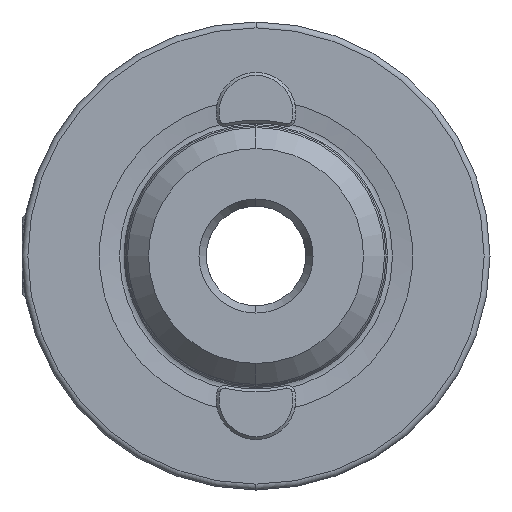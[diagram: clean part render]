
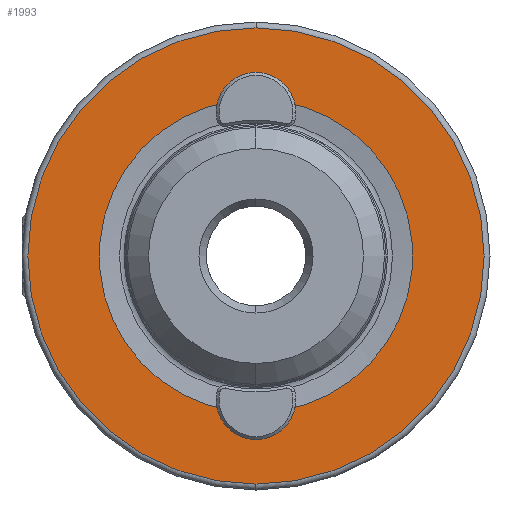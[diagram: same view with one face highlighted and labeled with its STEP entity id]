
A CAD part, left-side view. The second image highlights one B-rep face of the part: STEP entity #1993.
In plain terms, the highlighted planar face has unit normal (-1, 0, 0).
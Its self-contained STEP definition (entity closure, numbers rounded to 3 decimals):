
#94 = CIRCLE ( 'NONE', #3656, 15.6 ) ;
#172 = CIRCLE ( 'NONE', #712, 10.715 ) ;
#362 = CIRCLE ( 'NONE', #4482, 1.6 ) ;
#397 = DIRECTION ( 'NONE',  ( 0., 0., 1. ) ) ;
#401 = DIRECTION ( 'NONE',  ( -1., 0., 0. ) ) ;
#411 = CARTESIAN_POINT ( 'NONE',  ( 0., 0., 10.85 ) ) ;
#623 = EDGE_CURVE ( 'NONE', #4236, #4003, #172, .T. ) ;
#712 = AXIS2_PLACEMENT_3D ( 'NONE', #3152, #3159, #3178 ) ;
#719 = CARTESIAN_POINT ( 'NONE',  ( 0., 0., -10.85 ) ) ;
#750 = DIRECTION ( 'NONE',  ( -1., 0., 0. ) ) ;
#844 = DIRECTION ( 'NONE',  ( 0., 0., 1. ) ) ;
#930 = CARTESIAN_POINT ( 'NONE',  ( 0., 1.58, 10.598 ) ) ;
#1044 = AXIS2_PLACEMENT_3D ( 'NONE', #2245, #2240, #2226 ) ;
#1095 = EDGE_CURVE ( 'NONE', #1114, #4236, #3818, .T. ) ;
#1114 = VERTEX_POINT ( 'NONE', #1425 ) ;
#1147 = AXIS2_PLACEMENT_3D ( 'NONE', #2196, #2163, #2250 ) ;
#1180 = CIRCLE ( 'NONE', #1379, 1.6 ) ;
#1190 = EDGE_CURVE ( 'NONE', #4003, #2526, #3726, .T. ) ;
#1191 = CARTESIAN_POINT ( 'NONE',  ( 0., 0., -15.6 ) ) ;
#1206 = CARTESIAN_POINT ( 'NONE',  ( 0., -1.58, 10.598 ) ) ;
#1249 = EDGE_LOOP ( 'NONE', ( #3201, #2985 ) ) ;
#1266 = CARTESIAN_POINT ( 'NONE',  ( 0., 0., 12.45 ) ) ;
#1379 = AXIS2_PLACEMENT_3D ( 'NONE', #411, #401, #397 ) ;
#1395 = AXIS2_PLACEMENT_3D ( 'NONE', #1421, #1553, #1545 ) ;
#1421 = CARTESIAN_POINT ( 'NONE',  ( 0., 0., -10.85 ) ) ;
#1425 = CARTESIAN_POINT ( 'NONE',  ( 0., 0., -12.45 ) ) ;
#1476 = EDGE_LOOP ( 'NONE', ( #2854, #2797, #3253, #3712, #2743, #2911 ) ) ;
#1544 = VERTEX_POINT ( 'NONE', #1720 ) ;
#1545 = DIRECTION ( 'NONE',  ( 0., 0., 1. ) ) ;
#1553 = DIRECTION ( 'NONE',  ( -1., 0., 0. ) ) ;
#1720 = CARTESIAN_POINT ( 'NONE',  ( 0., 0., 15.6 ) ) ;
#1892 = FACE_BOUND ( 'NONE', #1476, .T. ) ;
#1993 = ADVANCED_FACE ( 'NONE', ( #1892, #2004 ), #4591, .F. ) ;
#2004 = FACE_OUTER_BOUND ( 'NONE', #1249, .T. ) ;
#2163 = DIRECTION ( 'NONE',  ( -1., 0., 0. ) ) ;
#2196 = CARTESIAN_POINT ( 'NONE',  ( 0., 0., 10.85 ) ) ;
#2226 = DIRECTION ( 'NONE',  ( 0., 0., 1. ) ) ;
#2240 = DIRECTION ( 'NONE',  ( -1., 0., 0. ) ) ;
#2245 = CARTESIAN_POINT ( 'NONE',  ( 0., 0., 0. ) ) ;
#2250 = DIRECTION ( 'NONE',  ( 0., 0., 1. ) ) ;
#2271 = CIRCLE ( 'NONE', #1044, 10.715 ) ;
#2446 = CARTESIAN_POINT ( 'NONE',  ( 0., 0., 0. ) ) ;
#2463 = DIRECTION ( 'NONE',  ( -1., 0., 0. ) ) ;
#2480 = DIRECTION ( 'NONE',  ( 0., 0., 1. ) ) ;
#2526 = VERTEX_POINT ( 'NONE', #1266 ) ;
#2545 = VERTEX_POINT ( 'NONE', #1191 ) ;
#2743 = ORIENTED_EDGE ( 'NONE', *, *, #1095, .F. ) ;
#2797 = ORIENTED_EDGE ( 'NONE', *, *, #3653, .F. ) ;
#2806 = CARTESIAN_POINT ( 'NONE',  ( 0., -1.58, -10.598 ) ) ;
#2854 = ORIENTED_EDGE ( 'NONE', *, *, #3281, .F. ) ;
#2911 = ORIENTED_EDGE ( 'NONE', *, *, #4022, .F. ) ;
#2985 = ORIENTED_EDGE ( 'NONE', *, *, #4155, .T. ) ;
#3113 = AXIS2_PLACEMENT_3D ( 'NONE', #3478, #3513, #3514 ) ;
#3152 = CARTESIAN_POINT ( 'NONE',  ( 0., 0., 0. ) ) ;
#3159 = DIRECTION ( 'NONE',  ( -1., 0., 0. ) ) ;
#3178 = DIRECTION ( 'NONE',  ( 0., 0., 1. ) ) ;
#3201 = ORIENTED_EDGE ( 'NONE', *, *, #4337, .T. ) ;
#3253 = ORIENTED_EDGE ( 'NONE', *, *, #1190, .F. ) ;
#3281 = EDGE_CURVE ( 'NONE', #4615, #4481, #2271, .T. ) ;
#3402 = AXIS2_PLACEMENT_3D ( 'NONE', #4573, #4529, #4511 ) ;
#3478 = CARTESIAN_POINT ( 'NONE',  ( 0., 0., 0. ) ) ;
#3513 = DIRECTION ( 'NONE',  ( -1., 0., 0. ) ) ;
#3514 = DIRECTION ( 'NONE',  ( 0., 0., 1. ) ) ;
#3653 = EDGE_CURVE ( 'NONE', #2526, #4615, #1180, .T. ) ;
#3656 = AXIS2_PLACEMENT_3D ( 'NONE', #2446, #2463, #2480 ) ;
#3712 = ORIENTED_EDGE ( 'NONE', *, *, #623, .F. ) ;
#3726 = CIRCLE ( 'NONE', #1147, 1.6 ) ;
#3818 = CIRCLE ( 'NONE', #1395, 1.6 ) ;
#4003 = VERTEX_POINT ( 'NONE', #1206 ) ;
#4022 = EDGE_CURVE ( 'NONE', #4481, #1114, #362, .T. ) ;
#4155 = EDGE_CURVE ( 'NONE', #2545, #1544, #94, .T. ) ;
#4236 = VERTEX_POINT ( 'NONE', #2806 ) ;
#4308 = CIRCLE ( 'NONE', #3113, 15.6 ) ;
#4337 = EDGE_CURVE ( 'NONE', #1544, #2545, #4308, .T. ) ;
#4388 = CARTESIAN_POINT ( 'NONE',  ( 0., 1.58, -10.598 ) ) ;
#4481 = VERTEX_POINT ( 'NONE', #4388 ) ;
#4482 = AXIS2_PLACEMENT_3D ( 'NONE', #719, #750, #844 ) ;
#4511 = DIRECTION ( 'NONE',  ( 0., 0., -1. ) ) ;
#4529 = DIRECTION ( 'NONE',  ( 1., 0., 0. ) ) ;
#4573 = CARTESIAN_POINT ( 'NONE',  ( 0., 0., -10.715 ) ) ;
#4591 = PLANE ( 'NONE',  #3402 ) ;
#4615 = VERTEX_POINT ( 'NONE', #930 ) ;
